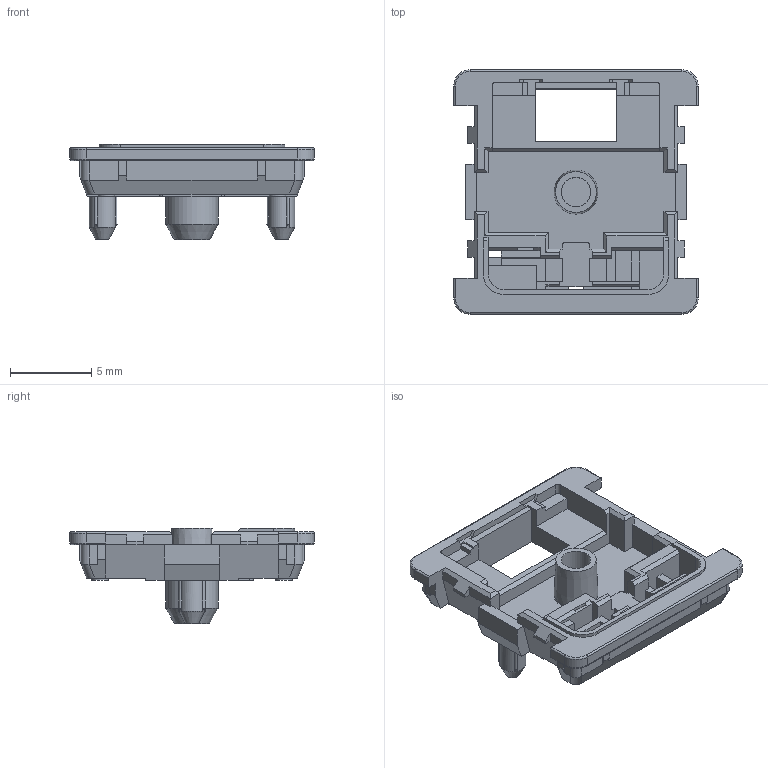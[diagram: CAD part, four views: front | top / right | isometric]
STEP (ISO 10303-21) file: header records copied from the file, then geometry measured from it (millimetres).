
FILE_DESCRIPTION(('FreeCAD Model'),'2;1');
FILE_NAME('Open CASCADE Shape Model','2023-05-23T01:57:24',(''),(''), 'Open CASCADE STEP processor 7.6','FreeCAD','Unknown');
FILE_SCHEMA(('AUTOMOTIVE_DESIGN { 1 0 10303 214 1 1 1 1 }'));
Length unit declared in the file: millimetre
Products named in the file (1): bottom_stabilizer
Bounding box: 15 x 15 x 5.85 mm (x, y, z)
Volume: 274.3 mm3; surface area: 852.2 mm2
Topology: 1 solids, 1 shells, 308 faces, 848 edges, 548 vertices
Faces by surface type: plane 243, cylinder 49, torus 8, extrusion 4, cone 4
Full cylindrical faces by diameter (mm): 1 x4, 1.8 x1, 2.7 x1, 3.2 x1
Entity records: 9885 total; most frequent: CARTESIAN_POINT 1948, ORIENTED_EDGE 1696, DIRECTION 1563, EDGE_CURVE 848, VECTOR 733, LINE 729, VERTEX_POINT 548, AXIS2_PLACEMENT_3D 415
